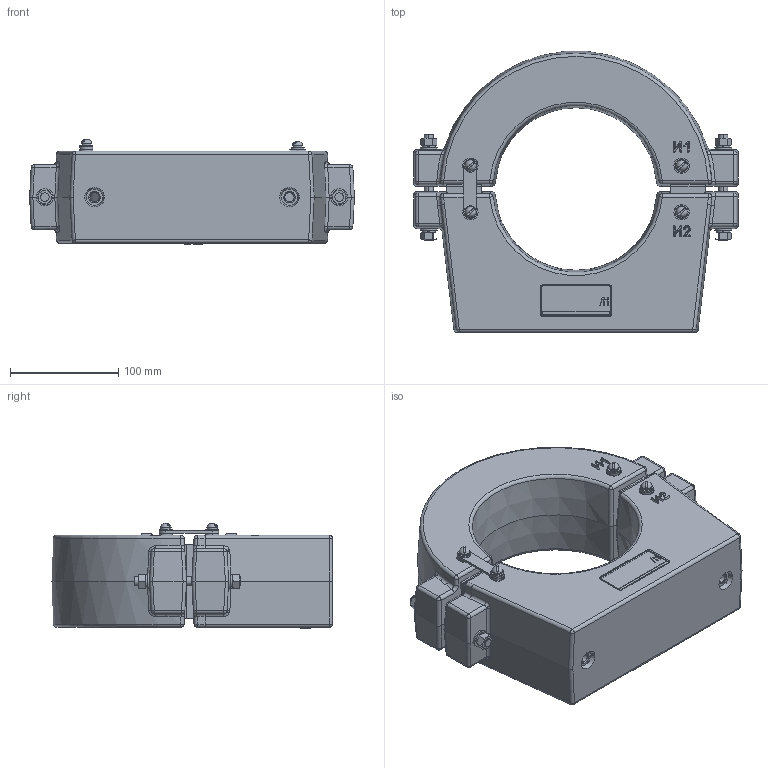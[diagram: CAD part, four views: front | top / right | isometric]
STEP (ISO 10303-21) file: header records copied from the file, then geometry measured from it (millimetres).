
FILE_DESCRIPTION (( 'STEP AP203' ), '1' );
FILE_NAME ('痀倓-150.STEP', '2021-04-22T05:16:34', ( '' ), ( '' ), 'SwSTEP 2.0', 'SolidWorks 2010', '' );
FILE_SCHEMA (( 'CONFIG_CONTROL_DESIGN' ));
Length unit declared in the file: millimetre
Products named in the file (1): 痀倓-150
Bounding box: 300 x 259.55 x 97.62 mm (x, y, z)
Surface area: 350123.3 mm2 (no closed solid volume)
Topology: 0 solids, 43 shells, 477 faces, 1774 edges, 1320 vertices
Faces by surface type: plane 155, cylinder 132, cone 60, sphere 48, torus 42, bspline 40
Entity records: 21437 total; most frequent: CARTESIAN_POINT 6463, DIRECTION 3210, ORIENTED_EDGE 2711, EDGE_CURVE 1770, VERTEX_POINT 1320, AXIS2_PLACEMENT_3D 1241, CIRCLE 803, VECTOR 728
